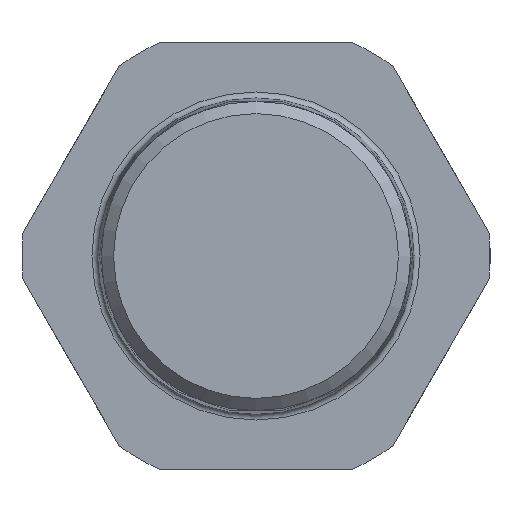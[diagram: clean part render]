
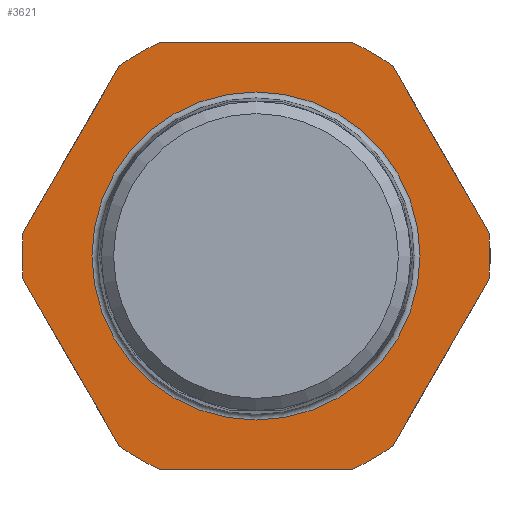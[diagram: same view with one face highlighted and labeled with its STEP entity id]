
A CAD part, left-side view. The second image highlights one B-rep face of the part: STEP entity #3621.
In plain terms, the highlighted planar face has unit normal (-1, 0, 0).
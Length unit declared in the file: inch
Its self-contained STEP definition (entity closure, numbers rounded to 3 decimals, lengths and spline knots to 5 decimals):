
#44=FACE_BOUND('',#919,.T.);
#333=LINE('',#7379,#480);
#336=LINE('',#7409,#483);
#339=LINE('',#7439,#486);
#342=LINE('',#7469,#489);
#345=LINE('',#7489,#492);
#348=LINE('',#7532,#495);
#480=VECTOR('',#5091,0.3937);
#483=VECTOR('',#5096,0.3937);
#486=VECTOR('',#5101,0.3937);
#489=VECTOR('',#5106,0.3937);
#492=VECTOR('',#5111,0.3937);
#495=VECTOR('',#5116,0.3937);
#723=FACE_OUTER_BOUND('',#918,.T.);
#918=EDGE_LOOP('',(#3116,#3117,#3118,#3119,#3120,#3121,#3122,#3123,#3124,
#3125,#3126,#3127));
#919=EDGE_LOOP('',(#3128,#3129));
#1180=CIRCLE('',#4084,0.77756);
#1182=CIRCLE('',#4087,0.77756);
#1183=CIRCLE('',#4089,0.77756);
#1186=CIRCLE('',#4093,0.77756);
#1187=CIRCLE('',#4095,0.77756);
#1191=CIRCLE('',#4101,0.77756);
#1192=CIRCLE('',#4102,0.54469);
#1193=CIRCLE('',#4103,0.54469);
#1535=VERTEX_POINT('',#7376);
#1536=VERTEX_POINT('',#7378);
#1539=VERTEX_POINT('',#7406);
#1540=VERTEX_POINT('',#7408);
#1543=VERTEX_POINT('',#7436);
#1544=VERTEX_POINT('',#7438);
#1547=VERTEX_POINT('',#7466);
#1548=VERTEX_POINT('',#7468);
#1551=VERTEX_POINT('',#7486);
#1552=VERTEX_POINT('',#7488);
#1556=VERTEX_POINT('',#7529);
#1557=VERTEX_POINT('',#7531);
#1558=VERTEX_POINT('',#7554);
#1559=VERTEX_POINT('',#7555);
#2050=EDGE_CURVE('',#1536,#1535,#333,.T.);
#2054=EDGE_CURVE('',#1540,#1539,#336,.T.);
#2058=EDGE_CURVE('',#1544,#1543,#339,.T.);
#2062=EDGE_CURVE('',#1548,#1547,#342,.T.);
#2066=EDGE_CURVE('',#1552,#1551,#345,.T.);
#2071=EDGE_CURVE('',#1557,#1556,#348,.T.);
#2074=EDGE_CURVE('',#1557,#1547,#1180,.T.);
#2076=EDGE_CURVE('',#1548,#1543,#1182,.T.);
#2077=EDGE_CURVE('',#1540,#1551,#1183,.T.);
#2080=EDGE_CURVE('',#1544,#1539,#1186,.T.);
#2081=EDGE_CURVE('',#1536,#1556,#1187,.T.);
#2085=EDGE_CURVE('',#1552,#1535,#1191,.T.);
#2086=EDGE_CURVE('',#1558,#1559,#1192,.T.);
#2087=EDGE_CURVE('',#1559,#1558,#1193,.T.);
#3116=ORIENTED_EDGE('',*,*,#2050,.T.);
#3117=ORIENTED_EDGE('',*,*,#2085,.F.);
#3118=ORIENTED_EDGE('',*,*,#2066,.T.);
#3119=ORIENTED_EDGE('',*,*,#2077,.F.);
#3120=ORIENTED_EDGE('',*,*,#2054,.T.);
#3121=ORIENTED_EDGE('',*,*,#2080,.F.);
#3122=ORIENTED_EDGE('',*,*,#2058,.T.);
#3123=ORIENTED_EDGE('',*,*,#2076,.F.);
#3124=ORIENTED_EDGE('',*,*,#2062,.T.);
#3125=ORIENTED_EDGE('',*,*,#2074,.F.);
#3126=ORIENTED_EDGE('',*,*,#2071,.T.);
#3127=ORIENTED_EDGE('',*,*,#2081,.F.);
#3128=ORIENTED_EDGE('',*,*,#2086,.T.);
#3129=ORIENTED_EDGE('',*,*,#2087,.T.);
#3243=PLANE('',#4100);
#3621=ADVANCED_FACE('',(#723,#44),#3243,.T.);
#4084=AXIS2_PLACEMENT_3D('',#7536,#5122,#5123);
#4087=AXIS2_PLACEMENT_3D('',#7539,#5128,#5129);
#4089=AXIS2_PLACEMENT_3D('',#7541,#5132,#5133);
#4093=AXIS2_PLACEMENT_3D('',#7545,#5140,#5141);
#4095=AXIS2_PLACEMENT_3D('',#7547,#5144,#5145);
#4100=AXIS2_PLACEMENT_3D('',#7552,#5154,#5155);
#4101=AXIS2_PLACEMENT_3D('',#7553,#5156,#5157);
#4102=AXIS2_PLACEMENT_3D('',#7556,#5158,#5159);
#4103=AXIS2_PLACEMENT_3D('',#7557,#5160,#5161);
#5091=DIRECTION('',(0.,0.5,0.866));
#5096=DIRECTION('',(0.,0.5,-0.866));
#5101=DIRECTION('',(0.,-0.5,-0.866));
#5106=DIRECTION('',(0.,-1.,0.));
#5111=DIRECTION('',(0.,1.,0.));
#5116=DIRECTION('',(0.,-0.5,0.866));
#5122=DIRECTION('center_axis',(1.,0.,0.));
#5123=DIRECTION('ref_axis',(0.,0.,-1.));
#5128=DIRECTION('center_axis',(1.,0.,0.));
#5129=DIRECTION('ref_axis',(0.,0.,-1.));
#5132=DIRECTION('center_axis',(1.,0.,0.));
#5133=DIRECTION('ref_axis',(0.,0.,-1.));
#5140=DIRECTION('center_axis',(1.,0.,0.));
#5141=DIRECTION('ref_axis',(0.,0.,-1.));
#5144=DIRECTION('center_axis',(1.,0.,0.));
#5145=DIRECTION('ref_axis',(0.,0.,-1.));
#5154=DIRECTION('center_axis',(-1.,0.,0.));
#5155=DIRECTION('ref_axis',(0.,0.,1.));
#5156=DIRECTION('center_axis',(1.,0.,0.));
#5157=DIRECTION('ref_axis',(0.,0.,-1.));
#5158=DIRECTION('center_axis',(1.,0.,0.));
#5159=DIRECTION('ref_axis',(0.,0.,-1.));
#5160=DIRECTION('center_axis',(1.,0.,0.));
#5161=DIRECTION('ref_axis',(0.,0.,-1.));
#7376=CARTESIAN_POINT('',(0.02953,-0.45372,0.63145));
#7378=CARTESIAN_POINT('',(0.02953,-0.77372,0.07721));
#7379=CARTESIAN_POINT('',(0.02953,-0.59652,0.38412));
#7406=CARTESIAN_POINT('',(0.02953,0.77372,0.07721));
#7408=CARTESIAN_POINT('',(0.02953,0.45372,0.63145));
#7409=CARTESIAN_POINT('',(0.02953,0.63091,0.32455));
#7436=CARTESIAN_POINT('',(0.02953,0.45372,-0.63145));
#7438=CARTESIAN_POINT('',(0.02953,0.77372,-0.07721));
#7439=CARTESIAN_POINT('',(0.02953,0.79091,-0.04742));
#7466=CARTESIAN_POINT('',(0.02953,-0.32,-0.70866));
#7468=CARTESIAN_POINT('',(0.02953,0.32,-0.70866));
#7469=CARTESIAN_POINT('',(0.02953,0.54878,-0.70866));
#7486=CARTESIAN_POINT('',(0.02953,0.32,0.70866));
#7488=CARTESIAN_POINT('',(0.02953,-0.32,0.70866));
#7489=CARTESIAN_POINT('',(0.02953,0.22878,0.70866));
#7529=CARTESIAN_POINT('',(0.02953,-0.77372,-0.07721));
#7531=CARTESIAN_POINT('',(0.02953,-0.45372,-0.63145));
#7532=CARTESIAN_POINT('',(0.02953,-0.43653,-0.66124));
#7536=CARTESIAN_POINT('Origin',(0.02953,0.,0.));
#7539=CARTESIAN_POINT('Origin',(0.02953,0.,0.));
#7541=CARTESIAN_POINT('Origin',(0.02953,0.,0.));
#7545=CARTESIAN_POINT('Origin',(0.02953,0.,0.));
#7547=CARTESIAN_POINT('Origin',(0.02953,0.,0.));
#7552=CARTESIAN_POINT('Origin',(0.02953,0.77756,0.));
#7553=CARTESIAN_POINT('Origin',(0.02953,0.,0.));
#7554=CARTESIAN_POINT('',(0.02953,0.54469,0.));
#7555=CARTESIAN_POINT('',(0.02953,0.,0.54469));
#7556=CARTESIAN_POINT('Origin',(0.02953,0.,0.));
#7557=CARTESIAN_POINT('Origin',(0.02953,0.,0.));
